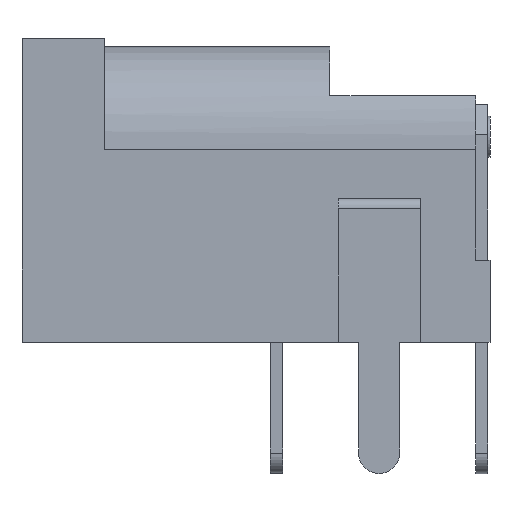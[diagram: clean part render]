
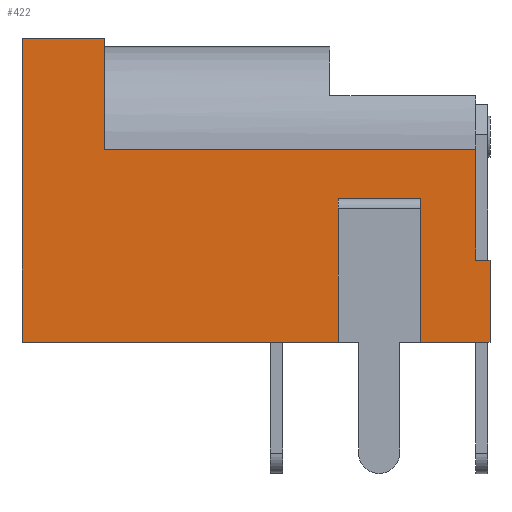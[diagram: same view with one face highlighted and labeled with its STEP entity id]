
A CAD part, front view. The second image highlights one B-rep face of the part: STEP entity #422.
In plain terms, the highlighted planar face has unit normal (0, -1, 0).
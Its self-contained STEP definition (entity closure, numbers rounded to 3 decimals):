
#181 = VERTEX_POINT('',#182);
#182 = CARTESIAN_POINT('',(-8.7,-1.4,0.));
#188 = EDGE_CURVE('',#181,#189,#191,.T.);
#189 = VERTEX_POINT('',#190);
#190 = CARTESIAN_POINT('',(-1.,-1.4,0.));
#191 = LINE('',#192,#193);
#192 = CARTESIAN_POINT('',(-8.7,-1.4,0.));
#193 = VECTOR('',#194,1.);
#194 = DIRECTION('',(1.,0.,0.));
#197 = VERTEX_POINT('',#198);
#198 = CARTESIAN_POINT('',(1.,-1.4,0.));
#204 = EDGE_CURVE('',#197,#205,#207,.T.);
#205 = VERTEX_POINT('',#206);
#206 = CARTESIAN_POINT('',(2.7,-1.4,0.));
#207 = LINE('',#208,#209);
#208 = CARTESIAN_POINT('',(-8.7,-1.4,0.));
#209 = VECTOR('',#210,1.);
#210 = DIRECTION('',(1.,0.,0.));
#367 = EDGE_CURVE('',#181,#368,#370,.T.);
#368 = VERTEX_POINT('',#369);
#369 = CARTESIAN_POINT('',(-8.7,-1.4,7.4));
#370 = LINE('',#371,#372);
#371 = CARTESIAN_POINT('',(-8.7,-1.4,0.));
#372 = VECTOR('',#373,1.);
#373 = DIRECTION('',(0.,0.,1.));
#422 = ADVANCED_FACE('',(#423),#496,.F.);
#423 = FACE_BOUND('',#424,.F.);
#424 = EDGE_LOOP('',(#425,#433,#434,#442,#450,#456,#457,#458,#466,#474,
    #482,#490));
#425 = ORIENTED_EDGE('',*,*,#426,.F.);
#426 = EDGE_CURVE('',#205,#427,#429,.T.);
#427 = VERTEX_POINT('',#428);
#428 = CARTESIAN_POINT('',(2.7,-1.4,2.));
#429 = LINE('',#430,#431);
#430 = CARTESIAN_POINT('',(2.7,-1.4,0.));
#431 = VECTOR('',#432,1.);
#432 = DIRECTION('',(0.,0.,1.));
#433 = ORIENTED_EDGE('',*,*,#204,.F.);
#434 = ORIENTED_EDGE('',*,*,#435,.F.);
#435 = EDGE_CURVE('',#436,#197,#438,.T.);
#436 = VERTEX_POINT('',#437);
#437 = CARTESIAN_POINT('',(1.,-1.4,3.5));
#438 = LINE('',#439,#440);
#439 = CARTESIAN_POINT('',(1.,-1.4,3.5));
#440 = VECTOR('',#441,1.);
#441 = DIRECTION('',(0.,0.,-1.));
#442 = ORIENTED_EDGE('',*,*,#443,.F.);
#443 = EDGE_CURVE('',#444,#436,#446,.T.);
#444 = VERTEX_POINT('',#445);
#445 = CARTESIAN_POINT('',(-1.,-1.4,3.5));
#446 = LINE('',#447,#448);
#447 = CARTESIAN_POINT('',(-1.,-1.4,3.5));
#448 = VECTOR('',#449,1.);
#449 = DIRECTION('',(1.,0.,0.));
#450 = ORIENTED_EDGE('',*,*,#451,.T.);
#451 = EDGE_CURVE('',#444,#189,#452,.T.);
#452 = LINE('',#453,#454);
#453 = CARTESIAN_POINT('',(-1.,-1.4,3.5));
#454 = VECTOR('',#455,1.);
#455 = DIRECTION('',(0.,0.,-1.));
#456 = ORIENTED_EDGE('',*,*,#188,.F.);
#457 = ORIENTED_EDGE('',*,*,#367,.T.);
#458 = ORIENTED_EDGE('',*,*,#459,.T.);
#459 = EDGE_CURVE('',#368,#460,#462,.T.);
#460 = VERTEX_POINT('',#461);
#461 = CARTESIAN_POINT('',(-6.7,-1.4,7.4));
#462 = LINE('',#463,#464);
#463 = CARTESIAN_POINT('',(-8.7,-1.4,7.4));
#464 = VECTOR('',#465,1.);
#465 = DIRECTION('',(1.,0.,0.));
#466 = ORIENTED_EDGE('',*,*,#467,.F.);
#467 = EDGE_CURVE('',#468,#460,#470,.T.);
#468 = VERTEX_POINT('',#469);
#469 = CARTESIAN_POINT('',(-6.7,-1.4,4.7));
#470 = LINE('',#471,#472);
#471 = CARTESIAN_POINT('',(-6.7,-1.4,4.7));
#472 = VECTOR('',#473,1.);
#473 = DIRECTION('',(0.,0.,1.));
#474 = ORIENTED_EDGE('',*,*,#475,.F.);
#475 = EDGE_CURVE('',#476,#468,#478,.T.);
#476 = VERTEX_POINT('',#477);
#477 = CARTESIAN_POINT('',(2.35,-1.4,4.7));
#478 = LINE('',#479,#480);
#479 = CARTESIAN_POINT('',(2.7,-1.4,4.7));
#480 = VECTOR('',#481,1.);
#481 = DIRECTION('',(-1.,0.,0.));
#482 = ORIENTED_EDGE('',*,*,#483,.F.);
#483 = EDGE_CURVE('',#484,#476,#486,.T.);
#484 = VERTEX_POINT('',#485);
#485 = CARTESIAN_POINT('',(2.35,-1.4,2.));
#486 = LINE('',#487,#488);
#487 = CARTESIAN_POINT('',(2.35,-1.4,2.));
#488 = VECTOR('',#489,1.);
#489 = DIRECTION('',(0.,0.,1.));
#490 = ORIENTED_EDGE('',*,*,#491,.F.);
#491 = EDGE_CURVE('',#427,#484,#492,.T.);
#492 = LINE('',#493,#494);
#493 = CARTESIAN_POINT('',(2.7,-1.4,2.));
#494 = VECTOR('',#495,1.);
#495 = DIRECTION('',(-1.,0.,0.));
#496 = PLANE('',#497);
#497 = AXIS2_PLACEMENT_3D('',#498,#499,#500);
#498 = CARTESIAN_POINT('',(-8.7,-1.4,0.));
#499 = DIRECTION('',(0.,1.,0.));
#500 = DIRECTION('',(0.,0.,1.));
